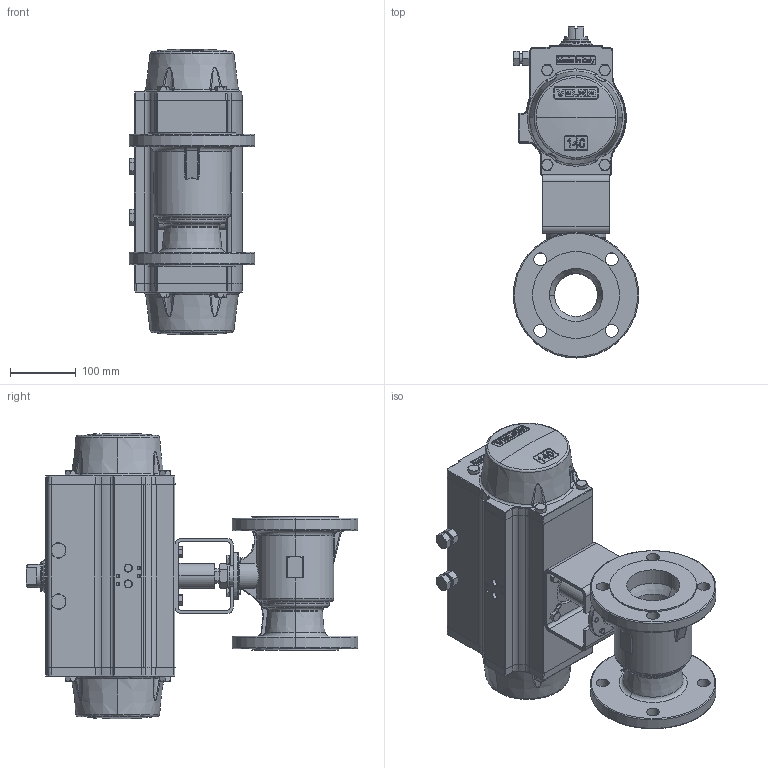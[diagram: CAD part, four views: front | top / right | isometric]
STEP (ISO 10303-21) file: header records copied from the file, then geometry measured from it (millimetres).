
FILE_DESCRIPTION (( 'STEP AP203' ), '1' );
FILE_NAME ('2000R-300_UT-4.5.STEP', '2018-01-17T16:07:44', ( '' ), ( '' ), 'SwSTEP 2.0', 'SolidWorks 2014', '' );
FILE_SCHEMA (( 'CONFIG_CONTROL_DESIGN' ));
Products named in the file (1): 2000R-300_UT-4.5
Bounding box: 191.06 x 504.91 x 435.1 mm (x, y, z)
Surface area: 618903.7 mm2 (no closed solid volume)
Topology: 0 solids, 46 shells, 1255 faces, 4179 edges, 2834 vertices
Faces by surface type: plane 437, cylinder 272, bspline 264, cone 196, torus 44, sphere 42
Entity records: 68779 total; most frequent: CARTESIAN_POINT 35339, ORIENTED_EDGE 6706, DIRECTION 6462, EDGE_CURVE 4160, VERTEX_POINT 2834, AXIS2_PLACEMENT_3D 2492, CIRCLE 1500, LINE 1478
